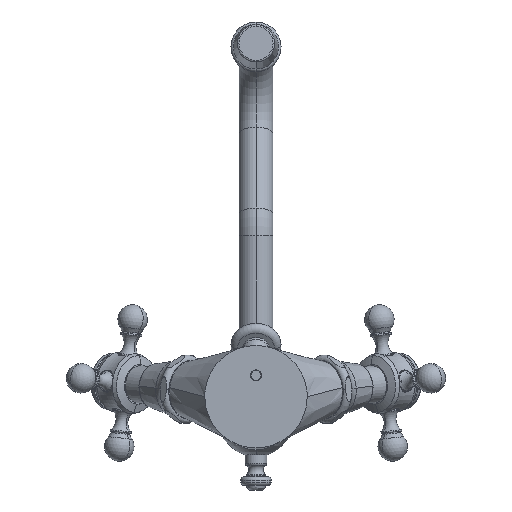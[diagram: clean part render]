
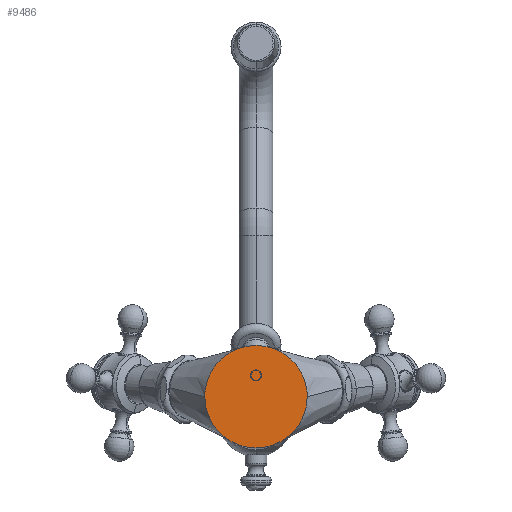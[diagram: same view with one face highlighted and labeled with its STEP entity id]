
A CAD part, front view. The second image highlights one B-rep face of the part: STEP entity #9486.
In plain terms, the highlighted planar face has unit normal (0, -1, 0).
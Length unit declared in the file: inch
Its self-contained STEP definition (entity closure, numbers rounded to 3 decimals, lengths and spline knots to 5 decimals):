
#2399=CARTESIAN_POINT('',(0.46438,0.,
-0.82875));
#4087=CARTESIAN_POINT('',(-0.95,0.,0.));
#4088=CARTESIAN_POINT('',(-0.95,0.,-0.12435));
#4089=CARTESIAN_POINT('',(-0.90052,0.,-0.37302));
#4090=CARTESIAN_POINT('',(-0.71045,0.,-0.65752));
#4091=CARTESIAN_POINT('',(-0.5401,0.,-0.78628));
#4092=CARTESIAN_POINT('',(-0.46422,0.,-0.82884));
#4097=CARTESIAN_POINT('',(0.,0.,
0.95));
#4098=CARTESIAN_POINT('',(-0.12436,0.,
0.95));
#4099=CARTESIAN_POINT('',(-0.37301,0.,
0.90053));
#4100=CARTESIAN_POINT('',(-0.68924,0.,
0.68924));
#4101=CARTESIAN_POINT('',(-0.90053,0.,
0.37301));
#4102=CARTESIAN_POINT('',(-0.95,0.,0.12435));
#4103=CARTESIAN_POINT('',(-0.95,0.,0.));
#4108=CARTESIAN_POINT('',(0.,0.,
0.95));
#4109=CARTESIAN_POINT('',(0.12435,0.,
0.95));
#4110=CARTESIAN_POINT('',(0.37301,0.,
0.90053));
#4111=CARTESIAN_POINT('',(0.68924,0.,
0.68924));
#4112=CARTESIAN_POINT('',(0.90053,0.,
0.37301));
#4113=CARTESIAN_POINT('',(0.95,0.,0.12435));
#4114=CARTESIAN_POINT('',(0.95,0.,0.));
#4119=CARTESIAN_POINT('',(0.95,0.,0.));
#4120=CARTESIAN_POINT('',(0.95,0.,-0.12435));
#4121=CARTESIAN_POINT('',(0.90052,0.,
-0.37302));
#4122=CARTESIAN_POINT('',(0.71047,0.,
-0.65748));
#4123=CARTESIAN_POINT('',(0.5402,0.,
-0.78621));
#4124=CARTESIAN_POINT('',(0.46438,0.,
-0.82875));
#4129=CARTESIAN_POINT('',(-0.46422,0.,-0.82884));
#4130=CARTESIAN_POINT('',(-0.438,0.,-0.84353));
#4131=CARTESIAN_POINT('',(-0.37233,0.,
-0.87634));
#4132=CARTESIAN_POINT('',(-0.26228,0.,
-0.91619));
#4133=CARTESIAN_POINT('',(-0.15518,0.,
-0.93905));
#4134=CARTESIAN_POINT('',(-0.06721,0.,
-0.9484));
#4135=CARTESIAN_POINT('',(0.,0.,
-0.9508));
#4136=CARTESIAN_POINT('',(0.06721,0.,
-0.9484));
#4137=CARTESIAN_POINT('',(0.15518,0.,
-0.93905));
#4138=CARTESIAN_POINT('',(0.26228,0.,
-0.91619));
#4139=CARTESIAN_POINT('',(0.37239,0.,
-0.87632));
#4140=CARTESIAN_POINT('',(0.43811,0.,
-0.84347));
#4141=CARTESIAN_POINT('',(0.46438,0.,
-0.82875));
#5067=VERTEX_POINT('',#4108);
#5068=VERTEX_POINT('',#4114);
#5073=VERTEX_POINT('',#4103);
#5078=VERTEX_POINT('',#2399);
#5099=VERTEX_POINT('',#4092);
#9472=CARTESIAN_POINT('',(0.,0.,0.));
#9473=DIRECTION('',(0.,1.,0.));
#9474=DIRECTION('',(-1.,0.,0.));
#9475=AXIS2_PLACEMENT_3D('',#9472,#9473,#9474);
#9476=PLANE('',#9475);
#9477=ORIENTED_EDGE('',*,*,#8101,.F.);
#9478=ORIENTED_EDGE('',*,*,#9466,.F.);
#9480=ORIENTED_EDGE('',*,*,#9479,.T.);
#9481=ORIENTED_EDGE('',*,*,#7839,.T.);
#9483=ORIENTED_EDGE('',*,*,#9482,.F.);
#9484=EDGE_LOOP('',(#9477,#9478,#9480,#9481,#9483));
#9485=FACE_OUTER_BOUND('',#9484,.F.);
#4093=B_SPLINE_CURVE_WITH_KNOTS('',3,(#4087,#4088,#4089,#4090,#4091,#4092),
.UNSPECIFIED.,.F.,.F.,(4,1,1,4),(0.,0.37043,0.74085,1.),
.UNSPECIFIED.);
#4104=B_SPLINE_CURVE_WITH_KNOTS('',3,(#4097,#4098,#4099,#4100,#4101,#4102,
#4103),.UNSPECIFIED.,.F.,.F.,(4,1,1,1,4),(0.,0.25,0.5,0.75,1.),
.UNSPECIFIED.);
#4115=B_SPLINE_CURVE_WITH_KNOTS('',3,(#4108,#4109,#4110,#4111,#4112,#4113,
#4114),.UNSPECIFIED.,.F.,.F.,(4,1,1,1,4),(0.,0.25,0.5,0.75,1.),
.UNSPECIFIED.);
#4125=B_SPLINE_CURVE_WITH_KNOTS('',3,(#4119,#4120,#4121,#4122,#4123,#4124),
.UNSPECIFIED.,.F.,.F.,(4,1,1,4),(0.,0.37049,0.74098,1.),
.UNSPECIFIED.);
#4142=B_SPLINE_CURVE_WITH_KNOTS('',3,(#4129,#4130,#4131,#4132,#4133,#4134,#4135,
#4136,#4137,#4138,#4139,#4140,#4141),.UNSPECIFIED.,.F.,.F.,(4,1,1,1,1,1,1,1,1,1,
4),(0.,0.09325,0.2288,0.36435,
0.43213,0.49991,0.56768,0.63546,
0.77101,0.90656,1.),.UNSPECIFIED.);
#7839=EDGE_CURVE('',#5068,#5078,#4125,.T.);
#8101=EDGE_CURVE('',#5073,#5099,#4093,.T.);
#9466=EDGE_CURVE('',#5067,#5073,#4104,.T.);
#9479=EDGE_CURVE('',#5067,#5068,#4115,.T.);
#9482=EDGE_CURVE('',#5099,#5078,#4142,.T.);
#9486=ADVANCED_FACE('',(#9485),#9476,.F.);
